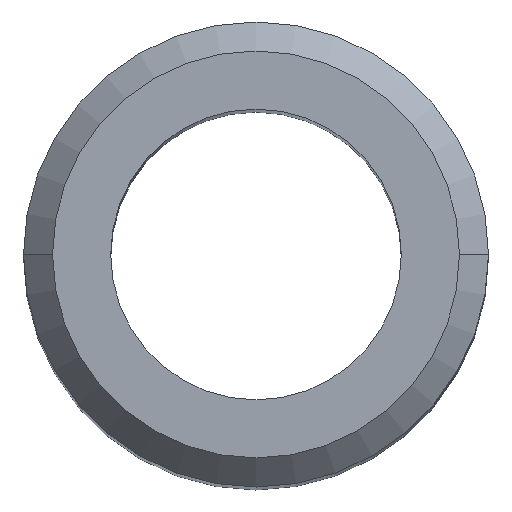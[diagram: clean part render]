
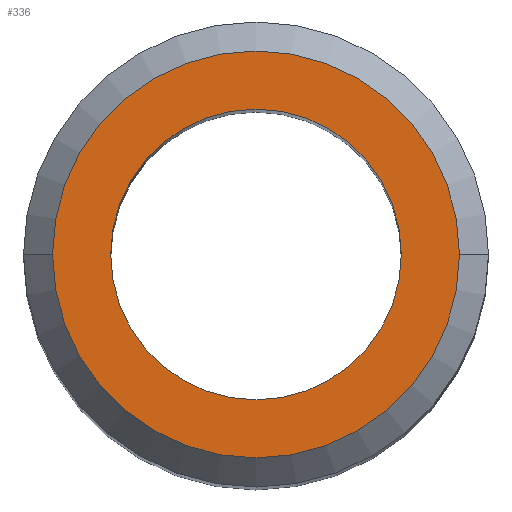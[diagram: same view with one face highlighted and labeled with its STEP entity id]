
A CAD part, top view. The second image highlights one B-rep face of the part: STEP entity #336.
In plain terms, the highlighted planar face has unit normal (0, 0, 1).
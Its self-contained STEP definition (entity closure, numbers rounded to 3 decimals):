
#1 = AXIS2_PLACEMENT_3D ( 'NONE', #326, #327, #328 ) ;
#3 = AXIS2_PLACEMENT_3D ( 'NONE', #284, #291, #292 ) ;
#13 = EDGE_CURVE ( 'NONE', #144, #145, #221, .T. ) ;
#19 = EDGE_CURVE ( 'NONE', #140, #141, #230, .T. ) ;
#27 = EDGE_CURVE ( 'NONE', #145, #144, #236, .T. ) ;
#28 = EDGE_CURVE ( 'NONE', #141, #140, #238, .T. ) ;
#31 = AXIS2_PLACEMENT_3D ( 'NONE', #260, #261, #262 ) ;
#34 = AXIS2_PLACEMENT_3D ( 'NONE', #274, #263, #275 ) ;
#37 = AXIS2_PLACEMENT_3D ( 'NONE', #271, #288, #289 ) ;
#140 = VERTEX_POINT ( 'NONE', #293 ) ;
#141 = VERTEX_POINT ( 'NONE', #303 ) ;
#144 = VERTEX_POINT ( 'NONE', #306 ) ;
#145 = VERTEX_POINT ( 'NONE', #307 ) ;
#157 = EDGE_LOOP ( 'NONE', ( #187, #188 ) ) ;
#172 = EDGE_LOOP ( 'NONE', ( #189, #190 ) ) ;
#187 = ORIENTED_EDGE ( 'NONE', *, *, #27, .T. ) ;
#188 = ORIENTED_EDGE ( 'NONE', *, *, #13, .T. ) ;
#189 = ORIENTED_EDGE ( 'NONE', *, *, #19, .F. ) ;
#190 = ORIENTED_EDGE ( 'NONE', *, *, #28, .F. ) ;
#221 = CIRCLE ( 'NONE', #31, 3.5 ) ;
#230 = CIRCLE ( 'NONE', #34, 2.5 ) ;
#236 = CIRCLE ( 'NONE', #37, 3.5 ) ;
#238 = CIRCLE ( 'NONE', #3, 2.5 ) ;
#241 = FACE_OUTER_BOUND ( 'NONE', #157, .T. ) ;
#250 = FACE_BOUND ( 'NONE', #172, .T. ) ;
#260 = CARTESIAN_POINT ( 'NONE',  ( 0., 0., 30. ) ) ;
#261 = DIRECTION ( 'NONE',  ( 0., 0., 1. ) ) ;
#262 = DIRECTION ( 'NONE',  ( 1., 0., 0. ) ) ;
#263 = DIRECTION ( 'NONE',  ( 0., 0., 1. ) ) ;
#271 = CARTESIAN_POINT ( 'NONE',  ( 0., 0., 30. ) ) ;
#274 = CARTESIAN_POINT ( 'NONE',  ( 0., 0., 30. ) ) ;
#275 = DIRECTION ( 'NONE',  ( 1., 0., 0. ) ) ;
#284 = CARTESIAN_POINT ( 'NONE',  ( 0., 0., 30. ) ) ;
#288 = DIRECTION ( 'NONE',  ( 0., 0., 1. ) ) ;
#289 = DIRECTION ( 'NONE',  ( 1., 0., 0. ) ) ;
#291 = DIRECTION ( 'NONE',  ( 0., 0., 1. ) ) ;
#292 = DIRECTION ( 'NONE',  ( 1., 0., 0. ) ) ;
#293 = CARTESIAN_POINT ( 'NONE',  ( -2.5, 0., 30. ) ) ;
#303 = CARTESIAN_POINT ( 'NONE',  ( 2.5, 0., 30. ) ) ;
#306 = CARTESIAN_POINT ( 'NONE',  ( 3.5, 0., 30. ) ) ;
#307 = CARTESIAN_POINT ( 'NONE',  ( -3.5, 0., 30. ) ) ;
#312 = PLANE ( 'NONE',  #1 ) ;
#326 = CARTESIAN_POINT ( 'NONE',  ( 0., 0., 30. ) ) ;
#327 = DIRECTION ( 'NONE',  ( 0., 0., 1. ) ) ;
#328 = DIRECTION ( 'NONE',  ( 1., 0., 0. ) ) ;
#336 = ADVANCED_FACE ( 'NONE', ( #241, #250 ), #312, .T. ) ;
